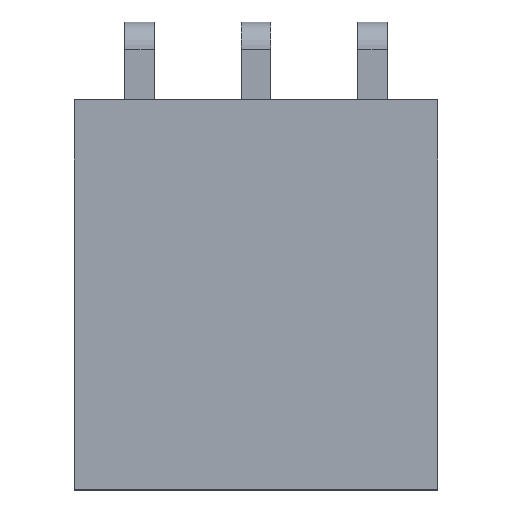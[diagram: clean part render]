
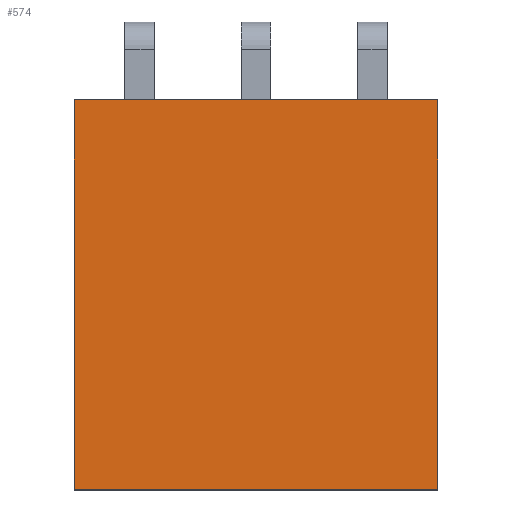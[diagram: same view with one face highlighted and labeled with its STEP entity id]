
A CAD part, top view. The second image highlights one B-rep face of the part: STEP entity #574.
In plain terms, the highlighted planar face has unit normal (0, 0, 1).
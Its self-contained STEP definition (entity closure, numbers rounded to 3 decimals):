
#574=ADVANCED_FACE('',(#1939),#1941,.T.);
#1939=FACE_BOUND('',#1940,.T.);
#1940=EDGE_LOOP('',(#3034,#3035,#3036,#3037));
#1941=PLANE('',#1942);
#1942=AXIS2_PLACEMENT_3D('',#1943,#1944,#1945);
#1943=CARTESIAN_POINT('',(6.5,-10.,2.5));
#1944=DIRECTION('',(0.,-0.,1.));
#1945=DIRECTION('',(0.,1.,0.));
#3034=ORIENTED_EDGE('',*,*,#3757,.T.);
#3035=ORIENTED_EDGE('',*,*,#3789,.T.);
#3036=ORIENTED_EDGE('',*,*,#3787,.F.);
#3037=ORIENTED_EDGE('',*,*,#3801,.F.);
#3757=EDGE_CURVE('',#4312,#4310,#4313,.T.);
#3787=EDGE_CURVE('',#4362,#4364,#4365,.T.);
#3789=EDGE_CURVE('',#4310,#4364,#4367,.T.);
#3801=EDGE_CURVE('',#4312,#4362,#4381,.T.);
#4310=VERTEX_POINT('',#5336);
#4312=VERTEX_POINT('',#5340);
#4313=LINE('',#5341,#5342);
#4362=VERTEX_POINT('',#5448);
#4364=VERTEX_POINT('',#5452);
#4365=LINE('',#5453,#5454);
#4367=LINE('',#5459,#5460);
#4381=LINE('',#5497,#5498);
#5336=CARTESIAN_POINT('',(6.5,-1.5,2.5));
#5340=CARTESIAN_POINT('',(6.5,-10.,2.5));
#5341=CARTESIAN_POINT('',(6.5,-10.,2.5));
#5342=VECTOR('',#5343,1.);
#5343=DIRECTION('',(0.,1.,0.));
#5448=CARTESIAN_POINT('',(-1.42,-10.,2.5));
#5452=CARTESIAN_POINT('',(-1.42,-1.5,2.5));
#5453=CARTESIAN_POINT('',(-1.42,-10.,2.5));
#5454=VECTOR('',#5455,1.);
#5455=DIRECTION('',(0.,1.,0.));
#5459=CARTESIAN_POINT('',(6.5,-1.5,2.5));
#5460=VECTOR('',#5461,1.);
#5461=DIRECTION('',(-1.,0.,0.));
#5497=CARTESIAN_POINT('',(6.5,-10.,2.5));
#5498=VECTOR('',#5499,1.);
#5499=DIRECTION('',(-1.,0.,0.));
